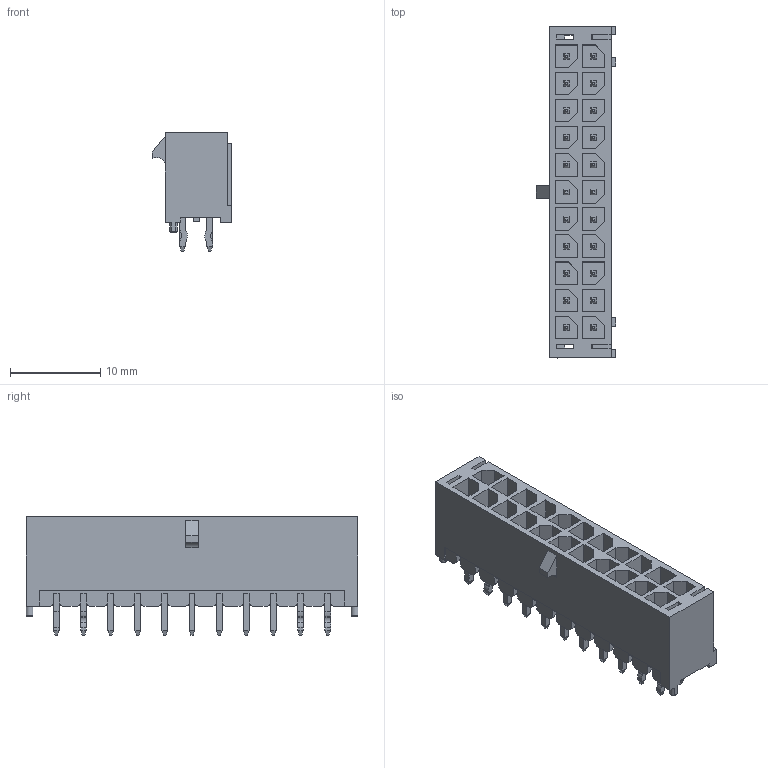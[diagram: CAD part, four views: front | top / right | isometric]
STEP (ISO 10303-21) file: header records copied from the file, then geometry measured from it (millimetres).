
FILE_DESCRIPTION(/* description */ ('Unknown'),/* implementation_level */ '2;1');
FILE_NAME(/* name */ '66202221122',/* time_stamp */ '2022-01-10T16:30:03+01:00',/* author */ ('Unknown'),/* organization */ ('Unknown'),/* preprocessor_version */ 'ST-DEVELOPER v16.7',/* originating_system */ 'Solid Edge',/* authorisation */ 'Unknown');
FILE_SCHEMA (('TECHNICAL_DATA_PACKAGING','AUTOMOTIVE_DESIGN {1 0 10303 214 3 1 1}'));
Length unit declared in the file: millimetre
Products named in the file (4): 6620xx21122; 66202221122; 6620xx21122_PIN; 6620xx21122_PIN2
Assembly tree (25 placements, depth 2):
  6620xx21122
    66202221122
    6620xx21122_PIN  x8
    6620xx21122_PIN2  x16
Bounding box: 8.76 x 36.7 x 13.1 mm (x, y, z)
Volume: 1538.5 mm3; surface area: 3973 mm2
Topology: 25 solids, 25 shells, 956 faces, 2661 edges, 1708 vertices
Faces by surface type: plane 897, cylinder 53, cone 6
Entity records: 19845 total; most frequent: CARTESIAN_POINT 3615, ORIENTED_EDGE 3578, DIRECTION 2981, EDGE_CURVE 1789, LINE 1745, VECTOR 1745, VERTEX_POINT 1186, AXIS2_PLACEMENT_3D 618
